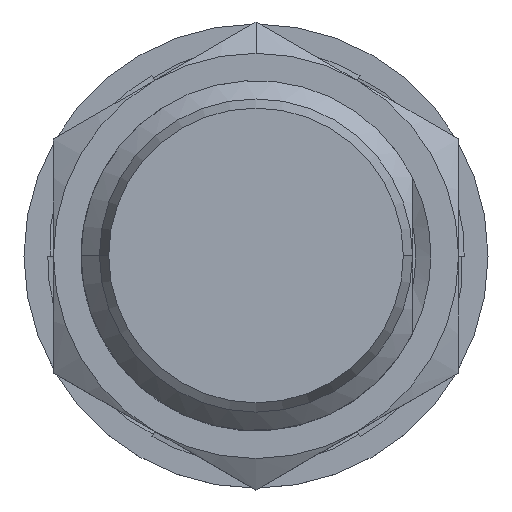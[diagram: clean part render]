
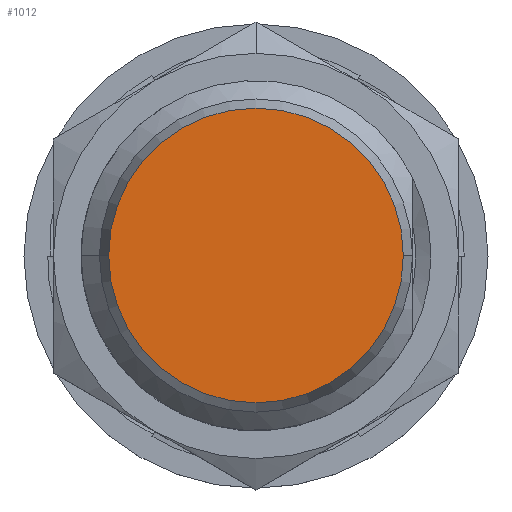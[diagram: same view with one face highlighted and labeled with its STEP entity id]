
A CAD part, top view. The second image highlights one B-rep face of the part: STEP entity #1012.
In plain terms, the highlighted planar face has unit normal (0, 0, 1).
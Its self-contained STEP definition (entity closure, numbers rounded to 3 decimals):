
#399 = DIRECTION ( 'NONE',  ( 0., 0., -1. ) ) ;
#627 = EDGE_CURVE ( 'NONE', #1144, #2330, #3470, .T. ) ;
#1012 = ADVANCED_FACE ( 'NONE', ( #1343 ), #3997, .F. ) ;
#1073 = EDGE_LOOP ( 'NONE', ( #1083, #2975 ) ) ;
#1083 = ORIENTED_EDGE ( 'NONE', *, *, #627, .F. ) ;
#1144 = VERTEX_POINT ( 'NONE', #5653 ) ;
#1343 = FACE_OUTER_BOUND ( 'NONE', #1073, .T. ) ;
#1507 = CIRCLE ( 'NONE', #5097, 4. ) ;
#2313 = CARTESIAN_POINT ( 'NONE',  ( 4., 0., 0. ) ) ;
#2330 = VERTEX_POINT ( 'NONE', #2313 ) ;
#2975 = ORIENTED_EDGE ( 'NONE', *, *, #4983, .F. ) ;
#3142 = CARTESIAN_POINT ( 'NONE',  ( 0., 0., 0. ) ) ;
#3470 = CIRCLE ( 'NONE', #5291, 4. ) ;
#3493 = DIRECTION ( 'NONE',  ( -1., 0., 0. ) ) ;
#3508 = DIRECTION ( 'NONE',  ( 0., 0., -1. ) ) ;
#3527 = CARTESIAN_POINT ( 'NONE',  ( 0., 0., 0. ) ) ;
#3593 = DIRECTION ( 'NONE',  ( -1., 0., 0. ) ) ;
#3997 = PLANE ( 'NONE',  #4083 ) ;
#4083 = AXIS2_PLACEMENT_3D ( 'NONE', #4679, #4703, #4755 ) ;
#4679 = CARTESIAN_POINT ( 'NONE',  ( 0., 0., 0. ) ) ;
#4703 = DIRECTION ( 'NONE',  ( 0., 0., -1. ) ) ;
#4755 = DIRECTION ( 'NONE',  ( -1., 0., 0. ) ) ;
#4983 = EDGE_CURVE ( 'NONE', #2330, #1144, #1507, .T. ) ;
#5097 = AXIS2_PLACEMENT_3D ( 'NONE', #3142, #399, #3593 ) ;
#5291 = AXIS2_PLACEMENT_3D ( 'NONE', #3527, #3508, #3493 ) ;
#5653 = CARTESIAN_POINT ( 'NONE',  ( -4., 0., 0. ) ) ;
